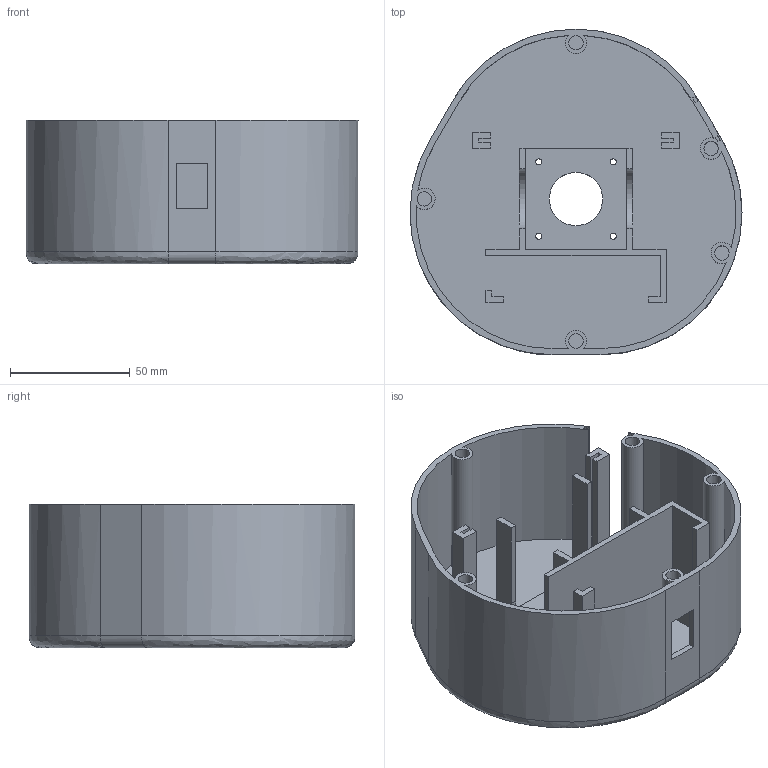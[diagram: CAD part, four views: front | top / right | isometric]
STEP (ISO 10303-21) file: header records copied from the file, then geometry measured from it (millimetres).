
FILE_DESCRIPTION(/* description */ ('STEP AP242','CAx-IF Rec.Pracs.---Representation and Presentation of Product Manufacturing Information (PMI)---4.0---2014-10-13','CAx-IF Rec.Pracs.---3D Tessellated Geometry---0.4---2014-09-14','2;1'),/* implementation_level */ '2;1');
FILE_NAME(/* name */ '6855f0d3c5ed350367ee5c3f',/* time_stamp */ '2025-06-20T23:37:55Z',/* author */ (''),/* organization */ (''),/* preprocessor_version */ 'ST-DEVELOPER v20',/* originating_system */ 'ONSHAPE BY PTC INC, 1.199',/* authorisation */ ' ');
FILE_SCHEMA (('AP242_MANAGED_MODEL_BASED_3D_ENGINEERING_MIM_LF { 1 0 10303 442 1 1 4 }'));
Length unit declared in the file: metre
Products named in the file (1): Part 1
Bounding box: 138.45 x 135.77 x 60 mm (x, y, z)
Volume: 140373.4 mm3; surface area: 107401 mm2
Topology: 1 solids, 1 shells, 111 faces, 292 edges, 191 vertices
Faces by surface type: plane 79, cylinder 26, bspline 6
Full cylindrical faces by diameter (mm): 2.52 x4, 6 x5, 22.2 x1
Entity records: 4517 total; most frequent: CARTESIAN_POINT 1767, ORIENTED_EDGE 564, DIRECTION 527, EDGE_CURVE 282, LINE 213, VECTOR 213, VERTEX_POINT 191, AXIS2_PLACEMENT_3D 157
